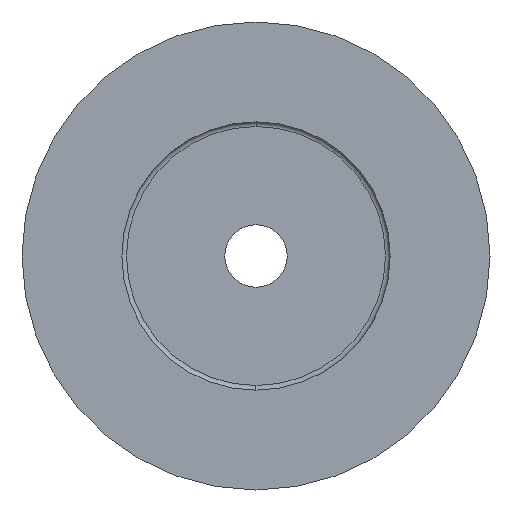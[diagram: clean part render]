
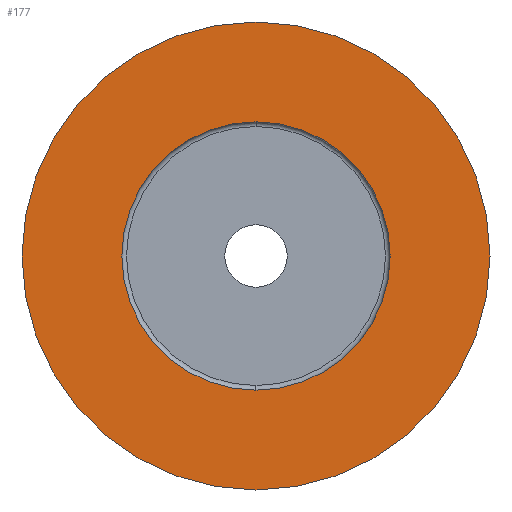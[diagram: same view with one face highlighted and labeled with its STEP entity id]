
A CAD part, left-side view. The second image highlights one B-rep face of the part: STEP entity #177.
In plain terms, the highlighted planar face has unit normal (-1, 0, 0).
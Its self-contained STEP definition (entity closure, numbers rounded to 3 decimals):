
#35 = ORIENTED_EDGE ( 'NONE', *, *, #376, .F. ) ;
#65 = DIRECTION ( 'NONE',  ( 0., 0., 1. ) ) ;
#83 = DIRECTION ( 'NONE',  ( -1., 0., 0. ) ) ;
#107 = DIRECTION ( 'NONE',  ( -1., 0., 0. ) ) ;
#161 = AXIS2_PLACEMENT_3D ( 'NONE', #776, #780, #782 ) ;
#177 = ADVANCED_FACE ( 'NONE', ( #350, #451 ), #418, .F. ) ;
#187 = ORIENTED_EDGE ( 'NONE', *, *, #466, .F. ) ;
#253 = CARTESIAN_POINT ( 'NONE',  ( 0., 0., 0. ) ) ;
#262 = CARTESIAN_POINT ( 'NONE',  ( 0., 0., 8.6 ) ) ;
#271 = EDGE_CURVE ( 'NONE', #691, #722, #827, .T. ) ;
#291 = AXIS2_PLACEMENT_3D ( 'NONE', #253, #83, #65 ) ;
#318 = VERTEX_POINT ( 'NONE', #262 ) ;
#350 = FACE_BOUND ( 'NONE', #660, .T. ) ;
#376 = EDGE_CURVE ( 'NONE', #318, #705, #835, .T. ) ;
#381 = CIRCLE ( 'NONE', #526, 15. ) ;
#382 = AXIS2_PLACEMENT_3D ( 'NONE', #884, #107, #487 ) ;
#415 = CARTESIAN_POINT ( 'NONE',  ( 0., 8.6, 0. ) ) ;
#418 = PLANE ( 'NONE',  #495 ) ;
#451 = FACE_OUTER_BOUND ( 'NONE', #608, .T. ) ;
#466 = EDGE_CURVE ( 'NONE', #705, #318, #694, .T. ) ;
#482 = DIRECTION ( 'NONE',  ( 1., 0., 0. ) ) ;
#487 = DIRECTION ( 'NONE',  ( 0., 0., 1. ) ) ;
#491 = DIRECTION ( 'NONE',  ( 0., 0., -1. ) ) ;
#495 = AXIS2_PLACEMENT_3D ( 'NONE', #415, #482, #491 ) ;
#526 = AXIS2_PLACEMENT_3D ( 'NONE', #675, #698, #679 ) ;
#531 = ORIENTED_EDGE ( 'NONE', *, *, #271, .T. ) ;
#608 = EDGE_LOOP ( 'NONE', ( #531, #864 ) ) ;
#660 = EDGE_LOOP ( 'NONE', ( #35, #187 ) ) ;
#675 = CARTESIAN_POINT ( 'NONE',  ( 0., 0., 0. ) ) ;
#679 = DIRECTION ( 'NONE',  ( 0., 0., 1. ) ) ;
#691 = VERTEX_POINT ( 'NONE', #828 ) ;
#694 = CIRCLE ( 'NONE', #161, 8.6 ) ;
#698 = DIRECTION ( 'NONE',  ( -1., 0., 0. ) ) ;
#705 = VERTEX_POINT ( 'NONE', #849 ) ;
#722 = VERTEX_POINT ( 'NONE', #737 ) ;
#737 = CARTESIAN_POINT ( 'NONE',  ( 0., 0., -15. ) ) ;
#776 = CARTESIAN_POINT ( 'NONE',  ( 0., 0., 0. ) ) ;
#778 = EDGE_CURVE ( 'NONE', #722, #691, #381, .T. ) ;
#780 = DIRECTION ( 'NONE',  ( -1., 0., 0. ) ) ;
#782 = DIRECTION ( 'NONE',  ( 0., 0., 1. ) ) ;
#827 = CIRCLE ( 'NONE', #382, 15. ) ;
#828 = CARTESIAN_POINT ( 'NONE',  ( 0., 0., 15. ) ) ;
#835 = CIRCLE ( 'NONE', #291, 8.6 ) ;
#849 = CARTESIAN_POINT ( 'NONE',  ( 0., 0., -8.6 ) ) ;
#864 = ORIENTED_EDGE ( 'NONE', *, *, #778, .T. ) ;
#884 = CARTESIAN_POINT ( 'NONE',  ( 0., 0., 0. ) ) ;
